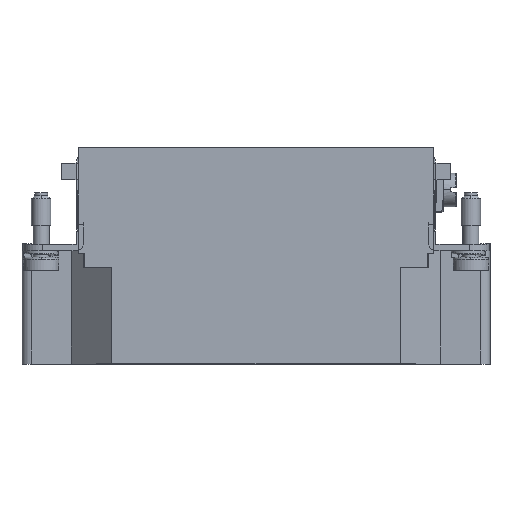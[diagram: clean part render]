
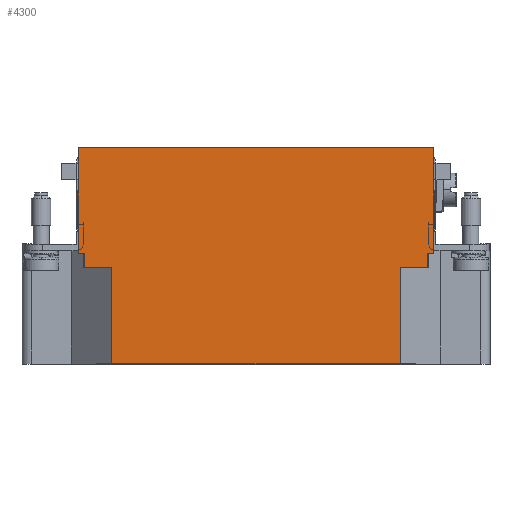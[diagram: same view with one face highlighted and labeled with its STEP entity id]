
A CAD part, top view. The second image highlights one B-rep face of the part: STEP entity #4300.
In plain terms, the highlighted planar face has unit normal (0, 0, 1).
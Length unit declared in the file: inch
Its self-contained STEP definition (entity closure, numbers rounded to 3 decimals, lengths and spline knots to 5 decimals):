
#6 = CARTESIAN_POINT ( 'NONE',  ( -4.12622, 0.6532, 2.17586 ) ) ;
#461 = EDGE_CURVE ( 'NONE', #8947, #12633, #12015, .T. ) ;
#1021 = ORIENTED_EDGE ( 'NONE', *, *, #12029, .T. ) ;
#1525 = EDGE_CURVE ( 'NONE', #6046, #18679, #11752, .T. ) ;
#2345 = EDGE_CURVE ( 'NONE', #17135, #14152, #24599, .T. ) ;
#2489 = DIRECTION ( 'NONE',  ( 0., -1., 0. ) ) ;
#2831 = VERTEX_POINT ( 'NONE', #12750 ) ;
#3049 = CARTESIAN_POINT ( 'NONE',  ( -3.04551, 0.6532, 2.17586 ) ) ;
#3360 = EDGE_CURVE ( 'NONE', #14152, #2831, #25116, .T. ) ;
#3384 = AXIS2_PLACEMENT_3D ( 'NONE', #19973, #14845, #21791 ) ;
#4291 = VECTOR ( 'NONE', #7993, 39.37008 ) ;
#4300 = ADVANCED_FACE ( 'NONE', ( #22247 ), #17256, .F. ) ;
#4777 = LINE ( 'NONE', #6766, #27530 ) ;
#4913 = CARTESIAN_POINT ( 'NONE',  ( -5.0022, 0.56659, 2.17586 ) ) ;
#5160 = DIRECTION ( 'NONE',  ( 1., 0., 0. ) ) ;
#5372 = LINE ( 'NONE', #8119, #16135 ) ;
#6046 = VERTEX_POINT ( 'NONE', #20892 ) ;
#6360 = VERTEX_POINT ( 'NONE', #8926 ) ;
#6415 = VECTOR ( 'NONE', #22241, 39.37008 ) ;
#6766 = CARTESIAN_POINT ( 'NONE',  ( -3.25023, 0.56659, 2.17586 ) ) ;
#6851 = CARTESIAN_POINT ( 'NONE',  ( -5.0022, -0.02003, 2.17586 ) ) ;
#6890 = CARTESIAN_POINT ( 'NONE',  ( -5.0022, 0.56659, 2.17586 ) ) ;
#7127 = LINE ( 'NONE', #23757, #21738 ) ;
#7522 = VECTOR ( 'NONE', #27932, 39.37008 ) ;
#7647 = ORIENTED_EDGE ( 'NONE', *, *, #2345, .F. ) ;
#7844 = CARTESIAN_POINT ( 'NONE',  ( -3.25023, 0.56659, 2.17586 ) ) ;
#7963 = EDGE_CURVE ( 'NONE', #8947, #6046, #5372, .T. ) ;
#7993 = DIRECTION ( 'NONE',  ( 0., 1., 0. ) ) ;
#8119 = CARTESIAN_POINT ( 'NONE',  ( -3.08291, 0.56659, 2.17586 ) ) ;
#8441 = CARTESIAN_POINT ( 'NONE',  ( -5.0022, -0.02003, 2.17586 ) ) ;
#8862 = EDGE_CURVE ( 'NONE', #25081, #6360, #20537, .T. ) ;
#8926 = CARTESIAN_POINT ( 'NONE',  ( -5.16953, 0.6532, 2.17586 ) ) ;
#8947 = VERTEX_POINT ( 'NONE', #12070 ) ;
#9693 = ORIENTED_EDGE ( 'NONE', *, *, #28089, .F. ) ;
#9868 = ORIENTED_EDGE ( 'NONE', *, *, #15765, .F. ) ;
#9887 = CARTESIAN_POINT ( 'NONE',  ( -5.16953, 0.56659, 2.17586 ) ) ;
#10621 = ORIENTED_EDGE ( 'NONE', *, *, #3360, .F. ) ;
#11752 = LINE ( 'NONE', #4913, #12128 ) ;
#11845 = VERTEX_POINT ( 'NONE', #6851 ) ;
#11914 = VECTOR ( 'NONE', #5160, 39.37008 ) ;
#12015 = LINE ( 'NONE', #16988, #7522 ) ;
#12029 = EDGE_CURVE ( 'NONE', #17135, #6360, #18499, .T. ) ;
#12070 = CARTESIAN_POINT ( 'NONE',  ( -3.08291, 0.6532, 2.17586 ) ) ;
#12128 = VECTOR ( 'NONE', #18705, 39.37008 ) ;
#12633 = VERTEX_POINT ( 'NONE', #3049 ) ;
#12750 = CARTESIAN_POINT ( 'NONE',  ( -3.04551, 1.29493, 2.17586 ) ) ;
#12966 = VECTOR ( 'NONE', #26764, 39.37008 ) ;
#13604 = CARTESIAN_POINT ( 'NONE',  ( -5.0022, 1.29493, 2.17586 ) ) ;
#13944 = DIRECTION ( 'NONE',  ( 0., -1., 0. ) ) ;
#14152 = VERTEX_POINT ( 'NONE', #29994 ) ;
#14845 = DIRECTION ( 'NONE',  ( 0., 0., -1. ) ) ;
#15260 = LINE ( 'NONE', #15411, #4291 ) ;
#15286 = ORIENTED_EDGE ( 'NONE', *, *, #29275, .F. ) ;
#15411 = CARTESIAN_POINT ( 'NONE',  ( -5.0022, 0.56659, 2.17586 ) ) ;
#15426 = ORIENTED_EDGE ( 'NONE', *, *, #461, .T. ) ;
#15765 = EDGE_CURVE ( 'NONE', #18679, #24348, #4777, .T. ) ;
#16135 = VECTOR ( 'NONE', #26136, 39.37008 ) ;
#16351 = LINE ( 'NONE', #23462, #23198 ) ;
#16494 = DIRECTION ( 'NONE',  ( -1., 0., 0. ) ) ;
#16988 = CARTESIAN_POINT ( 'NONE',  ( -4.12622, 0.6532, 2.17586 ) ) ;
#17135 = VERTEX_POINT ( 'NONE', #24190 ) ;
#17256 = PLANE ( 'NONE',  #3384 ) ;
#17540 = VECTOR ( 'NONE', #22671, 39.37008 ) ;
#18130 = CARTESIAN_POINT ( 'NONE',  ( -5.16953, 0.56659, 2.17586 ) ) ;
#18499 = LINE ( 'NONE', #6, #11914 ) ;
#18679 = VERTEX_POINT ( 'NONE', #7844 ) ;
#18705 = DIRECTION ( 'NONE',  ( -1., 0., 0. ) ) ;
#19350 = CARTESIAN_POINT ( 'NONE',  ( -3.25023, -0.02003, 2.17586 ) ) ;
#19465 = LINE ( 'NONE', #8441, #12966 ) ;
#19740 = EDGE_LOOP ( 'NONE', ( #9868, #26915, #22460, #15426, #28813, #10621, #7647, #1021, #21037, #21789, #15286, #9693 ) ) ;
#19973 = CARTESIAN_POINT ( 'NONE',  ( -5.0022, 0.56659, 2.17586 ) ) ;
#20306 = EDGE_CURVE ( 'NONE', #23678, #25081, #7127, .T. ) ;
#20307 = EDGE_CURVE ( 'NONE', #2831, #12633, #16351, .T. ) ;
#20384 = VECTOR ( 'NONE', #27035, 39.37008 ) ;
#20537 = LINE ( 'NONE', #18130, #17540 ) ;
#20892 = CARTESIAN_POINT ( 'NONE',  ( -3.08291, 0.56659, 2.17586 ) ) ;
#21037 = ORIENTED_EDGE ( 'NONE', *, *, #8862, .F. ) ;
#21738 = VECTOR ( 'NONE', #16494, 39.37008 ) ;
#21789 = ORIENTED_EDGE ( 'NONE', *, *, #20306, .F. ) ;
#21791 = DIRECTION ( 'NONE',  ( -1., 0., 0. ) ) ;
#22241 = DIRECTION ( 'NONE',  ( 1., 0., 0. ) ) ;
#22247 = FACE_OUTER_BOUND ( 'NONE', #19740, .T. ) ;
#22460 = ORIENTED_EDGE ( 'NONE', *, *, #7963, .F. ) ;
#22671 = DIRECTION ( 'NONE',  ( 0., 1., 0. ) ) ;
#23198 = VECTOR ( 'NONE', #13944, 39.37008 ) ;
#23462 = CARTESIAN_POINT ( 'NONE',  ( -3.04551, 0.56659, 2.17586 ) ) ;
#23678 = VERTEX_POINT ( 'NONE', #6890 ) ;
#23757 = CARTESIAN_POINT ( 'NONE',  ( -5.0022, 0.56659, 2.17586 ) ) ;
#24190 = CARTESIAN_POINT ( 'NONE',  ( -5.20693, 0.6532, 2.17586 ) ) ;
#24348 = VERTEX_POINT ( 'NONE', #19350 ) ;
#24599 = LINE ( 'NONE', #26577, #20384 ) ;
#25081 = VERTEX_POINT ( 'NONE', #9887 ) ;
#25116 = LINE ( 'NONE', #13604, #6415 ) ;
#26136 = DIRECTION ( 'NONE',  ( 0., -1., 0. ) ) ;
#26577 = CARTESIAN_POINT ( 'NONE',  ( -5.20693, 0.56659, 2.17586 ) ) ;
#26764 = DIRECTION ( 'NONE',  ( -1., 0., 0. ) ) ;
#26915 = ORIENTED_EDGE ( 'NONE', *, *, #1525, .F. ) ;
#27035 = DIRECTION ( 'NONE',  ( 0., 1., 0. ) ) ;
#27530 = VECTOR ( 'NONE', #2489, 39.37008 ) ;
#27932 = DIRECTION ( 'NONE',  ( 1., 0., 0. ) ) ;
#28089 = EDGE_CURVE ( 'NONE', #24348, #11845, #19465, .T. ) ;
#28813 = ORIENTED_EDGE ( 'NONE', *, *, #20307, .F. ) ;
#29275 = EDGE_CURVE ( 'NONE', #11845, #23678, #15260, .T. ) ;
#29994 = CARTESIAN_POINT ( 'NONE',  ( -5.20693, 1.29493, 2.17586 ) ) ;
